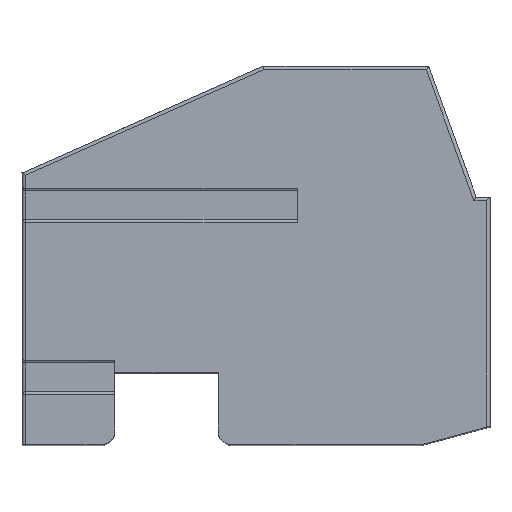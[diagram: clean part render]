
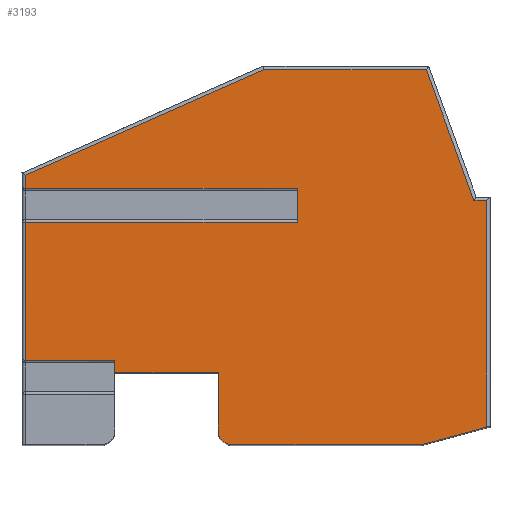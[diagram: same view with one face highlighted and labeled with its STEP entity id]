
A CAD part, top view. The second image highlights one B-rep face of the part: STEP entity #3193.
In plain terms, the highlighted planar face has unit normal (0, 0, 1).
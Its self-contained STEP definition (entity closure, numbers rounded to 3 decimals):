
#255=FACE_OUTER_BOUND('',#469,.T.);
#469=EDGE_LOOP('',(#2337,#2338,#2339,#2340,#2341,#2342,#2343,#2344,#2345,
#2346,#2347,#2348,#2349,#2350,#2351,#2352,#2353));
#652=CIRCLE('',#3400,0.4);
#811=LINE('',#4849,#1079);
#814=LINE('',#4854,#1082);
#816=LINE('',#4861,#1084);
#819=LINE('',#4867,#1087);
#887=LINE('',#5217,#1155);
#888=LINE('',#5221,#1156);
#889=LINE('',#5226,#1157);
#890=LINE('',#5228,#1158);
#891=LINE('',#5229,#1159);
#892=LINE('',#5231,#1160);
#893=LINE('',#5233,#1161);
#894=LINE('',#5234,#1162);
#895=LINE('',#5236,#1163);
#896=LINE('',#5238,#1164);
#897=LINE('',#5240,#1165);
#898=LINE('',#5241,#1166);
#1079=VECTOR('',#3819,1.968);
#1082=VECTOR('',#3824,5.5);
#1084=VECTOR('',#3832,1.7);
#1087=VECTOR('',#3837,3.);
#1155=VECTOR('',#4037,7.569);
#1156=VECTOR('',#4042,4.729);
#1157=VECTOR('',#4047,4.011);
#1158=VECTOR('',#4048,2.6);
#1159=VECTOR('',#4049,0.362);
#1160=VECTOR('',#4050,6.587);
#1161=VECTOR('',#4051,0.37);
#1162=VECTOR('',#4052,4.043);
#1163=VECTOR('',#4053,0.378);
#1164=VECTOR('',#4054,7.9);
#1165=VECTOR('',#4055,0.984);
#1166=VECTOR('',#4056,7.9);
#1350=VERTEX_POINT('',#4846);
#1351=VERTEX_POINT('',#4848);
#1352=VERTEX_POINT('',#4852);
#1353=VERTEX_POINT('',#4856);
#1354=VERTEX_POINT('',#4860);
#1356=VERTEX_POINT('',#4866);
#1435=VERTEX_POINT('',#5214);
#1436=VERTEX_POINT('',#5216);
#1437=VERTEX_POINT('',#5220);
#1438=VERTEX_POINT('',#5224);
#1439=VERTEX_POINT('',#5225);
#1440=VERTEX_POINT('',#5227);
#1441=VERTEX_POINT('',#5230);
#1442=VERTEX_POINT('',#5232);
#1443=VERTEX_POINT('',#5235);
#1444=VERTEX_POINT('',#5237);
#1445=VERTEX_POINT('',#5239);
#1657=EDGE_CURVE('',#1350,#1351,#811,.T.);
#1660=EDGE_CURVE('',#1351,#1352,#814,.T.);
#1661=EDGE_CURVE('',#1352,#1353,#652,.T.);
#1663=EDGE_CURVE('',#1354,#1353,#816,.T.);
#1666=EDGE_CURVE('',#1356,#1354,#819,.T.);
#1775=EDGE_CURVE('',#1435,#1436,#887,.T.);
#1777=EDGE_CURVE('',#1437,#1436,#888,.T.);
#1779=EDGE_CURVE('',#1438,#1439,#889,.T.);
#1780=EDGE_CURVE('',#1440,#1439,#890,.T.);
#1781=EDGE_CURVE('',#1356,#1440,#891,.T.);
#1782=EDGE_CURVE('',#1350,#1441,#892,.T.);
#1783=EDGE_CURVE('',#1441,#1442,#893,.T.);
#1784=EDGE_CURVE('',#1437,#1442,#894,.T.);
#1785=EDGE_CURVE('',#1435,#1443,#895,.T.);
#1786=EDGE_CURVE('',#1444,#1443,#896,.T.);
#1787=EDGE_CURVE('',#1445,#1444,#897,.T.);
#1788=EDGE_CURVE('',#1438,#1445,#898,.T.);
#2337=ORIENTED_EDGE('',*,*,#1779,.T.);
#2338=ORIENTED_EDGE('',*,*,#1780,.F.);
#2339=ORIENTED_EDGE('',*,*,#1781,.F.);
#2340=ORIENTED_EDGE('',*,*,#1666,.T.);
#2341=ORIENTED_EDGE('',*,*,#1663,.T.);
#2342=ORIENTED_EDGE('',*,*,#1661,.F.);
#2343=ORIENTED_EDGE('',*,*,#1660,.F.);
#2344=ORIENTED_EDGE('',*,*,#1657,.F.);
#2345=ORIENTED_EDGE('',*,*,#1782,.T.);
#2346=ORIENTED_EDGE('',*,*,#1783,.T.);
#2347=ORIENTED_EDGE('',*,*,#1784,.F.);
#2348=ORIENTED_EDGE('',*,*,#1777,.T.);
#2349=ORIENTED_EDGE('',*,*,#1775,.F.);
#2350=ORIENTED_EDGE('',*,*,#1785,.T.);
#2351=ORIENTED_EDGE('',*,*,#1786,.F.);
#2352=ORIENTED_EDGE('',*,*,#1787,.F.);
#2353=ORIENTED_EDGE('',*,*,#1788,.F.);
#3067=PLANE('',#3472);
#3193=ADVANCED_FACE('',(#255),#3067,.T.);
#3400=AXIS2_PLACEMENT_3D('',#4857,#3827,#3828);
#3472=AXIS2_PLACEMENT_3D('',#5223,#4045,#4046);
#3819=DIRECTION('',(-0.965,-0.261,0.));
#3824=DIRECTION('',(-1.,0.,0.));
#3827=DIRECTION('center_axis',(0.,0.,-1.));
#3828=DIRECTION('ref_axis',(0.,-1.,0.));
#3832=DIRECTION('',(0.,-1.,0.));
#3837=DIRECTION('',(1.,0.,0.));
#4037=DIRECTION('',(0.914,0.405,0.));
#4042=DIRECTION('',(-1.,0.,0.));
#4045=DIRECTION('center_axis',(0.,0.,1.));
#4046=DIRECTION('ref_axis',(1.,0.,0.));
#4047=DIRECTION('',(0.,-1.,0.));
#4048=DIRECTION('',(-1.,0.,0.));
#4049=DIRECTION('',(0.,1.,0.));
#4050=DIRECTION('',(0.,1.,0.));
#4051=DIRECTION('',(-1.,0.,0.));
#4052=DIRECTION('',(0.341,-0.94,0.));
#4053=DIRECTION('',(0.,-1.,0.));
#4054=DIRECTION('',(-1.,0.,0.));
#4055=DIRECTION('',(0.,1.,0.));
#4056=DIRECTION('',(1.,0.,0.));
#4846=CARTESIAN_POINT('',(13.5,0.513,15.));
#4848=CARTESIAN_POINT('',(11.6,0.,15.));
#4849=CARTESIAN_POINT('',(13.5,0.513,15.));
#4852=CARTESIAN_POINT('',(6.1,0.,15.));
#4854=CARTESIAN_POINT('',(11.6,0.,15.));
#4856=CARTESIAN_POINT('',(5.7,0.4,15.));
#4857=CARTESIAN_POINT('Origin',(6.1,0.4,15.));
#4860=CARTESIAN_POINT('',(5.7,2.1,15.));
#4861=CARTESIAN_POINT('',(5.7,2.1,15.));
#4866=CARTESIAN_POINT('',(2.7,2.1,15.));
#4867=CARTESIAN_POINT('',(2.7,2.1,15.));
#5214=CARTESIAN_POINT('',(0.1,7.835,15.));
#5216=CARTESIAN_POINT('',(7.021,10.9,15.));
#5217=CARTESIAN_POINT('',(0.1,7.835,15.));
#5220=CARTESIAN_POINT('',(11.75,10.9,15.));
#5221=CARTESIAN_POINT('',(11.75,10.9,15.));
#5223=CARTESIAN_POINT('Origin',(0.,0.,15.));
#5224=CARTESIAN_POINT('',(0.1,6.473,15.));
#5225=CARTESIAN_POINT('',(0.1,2.462,15.));
#5226=CARTESIAN_POINT('',(0.1,6.473,15.));
#5227=CARTESIAN_POINT('',(2.7,2.462,15.));
#5228=CARTESIAN_POINT('',(2.7,2.462,15.));
#5229=CARTESIAN_POINT('',(2.7,2.1,15.));
#5230=CARTESIAN_POINT('',(13.5,7.1,15.));
#5231=CARTESIAN_POINT('',(13.5,0.513,15.));
#5232=CARTESIAN_POINT('',(13.13,7.1,15.));
#5233=CARTESIAN_POINT('',(13.5,7.1,15.));
#5234=CARTESIAN_POINT('',(11.75,10.9,15.));
#5235=CARTESIAN_POINT('',(0.1,7.457,15.));
#5236=CARTESIAN_POINT('',(0.1,7.835,15.));
#5237=CARTESIAN_POINT('',(8.,7.457,15.));
#5238=CARTESIAN_POINT('',(8.,7.457,15.));
#5239=CARTESIAN_POINT('',(8.,6.473,15.));
#5240=CARTESIAN_POINT('',(8.,6.473,15.));
#5241=CARTESIAN_POINT('',(0.1,6.473,15.));
